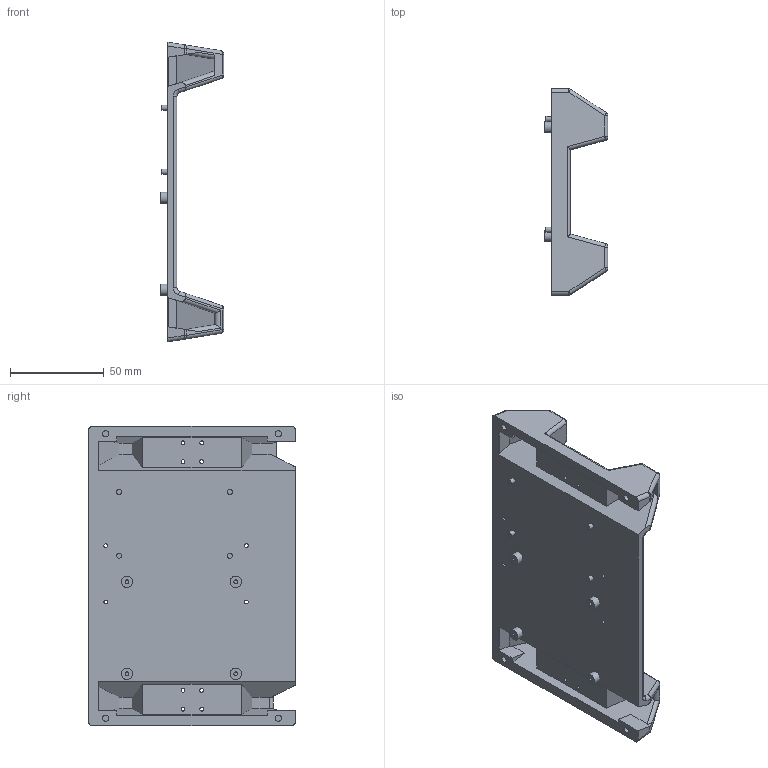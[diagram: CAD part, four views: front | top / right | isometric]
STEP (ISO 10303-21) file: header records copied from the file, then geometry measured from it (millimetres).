
FILE_DESCRIPTION(/* description */ (''),/* implementation_level */ '2;1');
FILE_NAME(/* name */ 'Bodybot.stp',/* time_stamp */ '2020-10-14T22:33:12-04:00',/* author */ ('Lorne'),/* organization */ (''),/* preprocessor_version */ 'ST-DEVELOPER v18.1',/* originating_system */ 'Autodesk Inventor 2020',/* authorisation */ '');
FILE_SCHEMA (('AUTOMOTIVE_DESIGN { 1 0 10303 214 3 1 1 }'));
Length unit declared in the file: millimetre
Products named in the file (1): Bodybot
Bounding box: 34 x 110 x 159.66 mm (x, y, z)
Volume: 115034.6 mm3; surface area: 49431.7 mm2
Topology: 1 solids, 1 shells, 181 faces, 451 edges, 288 vertices
Faces by surface type: cylinder 85, plane 70, sphere 22, torus 4
Full cylindrical faces by diameter (mm): 2 x16, 2.7 x4, 3.3 x4, 6 x4
Entity records: 5520 total; most frequent: DIRECTION 1025, CARTESIAN_POINT 921, ORIENTED_EDGE 902, EDGE_CURVE 451, AXIS2_PLACEMENT_3D 392, VERTEX_POINT 288, LINE 241, VECTOR 241
